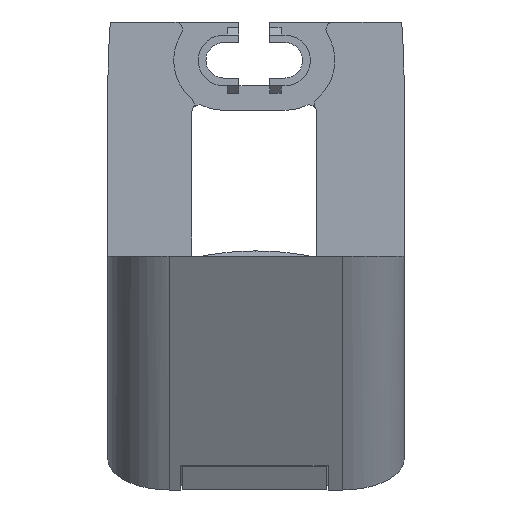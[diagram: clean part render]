
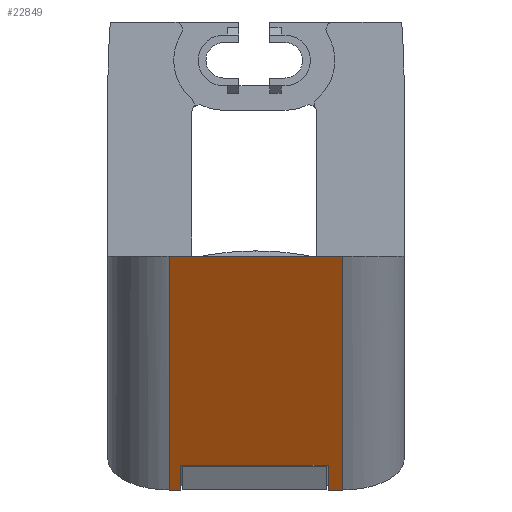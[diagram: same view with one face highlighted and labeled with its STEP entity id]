
A CAD part, front view. The second image highlights one B-rep face of the part: STEP entity #22849.
In plain terms, the highlighted planar face has unit normal (0, -0.866, -0.5).
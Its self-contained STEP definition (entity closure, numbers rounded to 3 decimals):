
#262 = VERTEX_POINT ( 'NONE', #17532 ) ;
#332 = LINE ( 'NONE', #23405, #18784 ) ;
#1309 = VERTEX_POINT ( 'NONE', #25303 ) ;
#1503 = EDGE_CURVE ( 'NONE', #1309, #21645, #20703, .T. ) ;
#1583 = CARTESIAN_POINT ( 'NONE',  ( 12.154, 21.87, -14.015 ) ) ;
#1784 = VECTOR ( 'NONE', #2884, 1000. ) ;
#2227 = LINE ( 'NONE', #4140, #18360 ) ;
#2230 = CARTESIAN_POINT ( 'NONE',  ( 12.154, 23.718, -17.215 ) ) ;
#2519 = DIRECTION ( 'NONE',  ( 1., 0., 0. ) ) ;
#2552 = PLANE ( 'NONE',  #13143 ) ;
#2884 = DIRECTION ( 'NONE',  ( 0., 0.5, -0.866 ) ) ;
#4140 = CARTESIAN_POINT ( 'NONE',  ( 14.064, 18.62, -8.386 ) ) ;
#4424 = DIRECTION ( 'NONE',  ( 0., -0.5, 0.866 ) ) ;
#5823 = EDGE_CURVE ( 'NONE', #262, #13069, #15525, .T. ) ;
#6184 = EDGE_LOOP ( 'NONE', ( #12259, #18981, #12394, #23478, #24562, #26981, #23766, #23969 ) ) ;
#7102 = VECTOR ( 'NONE', #22328, 1000. ) ;
#7724 = CARTESIAN_POINT ( 'NONE',  ( 22.064, 23.718, -17.215 ) ) ;
#9268 = DIRECTION ( 'NONE',  ( 1., 0., 0. ) ) ;
#9785 = LINE ( 'NONE', #7724, #14637 ) ;
#11054 = CARTESIAN_POINT ( 'NONE',  ( -1.459, 18.62, -8.386 ) ) ;
#11721 = VECTOR ( 'NONE', #26780, 1000. ) ;
#12196 = EDGE_CURVE ( 'NONE', #19828, #1309, #21852, .T. ) ;
#12259 = ORIENTED_EDGE ( 'NONE', *, *, #12529, .T. ) ;
#12394 = ORIENTED_EDGE ( 'NONE', *, *, #12196, .T. ) ;
#12410 = VERTEX_POINT ( 'NONE', #14827 ) ;
#12529 = EDGE_CURVE ( 'NONE', #262, #19306, #17546, .T. ) ;
#13069 = VERTEX_POINT ( 'NONE', #26616 ) ;
#13143 = AXIS2_PLACEMENT_3D ( 'NONE', #11054, #25897, #9268 ) ;
#13406 = EDGE_CURVE ( 'NONE', #12410, #21135, #9785, .T. ) ;
#14637 = VECTOR ( 'NONE', #20879, 1000. ) ;
#14827 = CARTESIAN_POINT ( 'NONE',  ( 14.064, 23.718, -17.215 ) ) ;
#14878 = DIRECTION ( 'NONE',  ( -1., 0., 0. ) ) ;
#15525 = LINE ( 'NONE', #21711, #20159 ) ;
#15529 = DIRECTION ( 'NONE',  ( 0., -0.5, 0.866 ) ) ;
#17532 = CARTESIAN_POINT ( 'NONE',  ( -8.534, 6.118, 13.269 ) ) ;
#17546 = LINE ( 'NONE', #18091, #1784 ) ;
#18046 = LINE ( 'NONE', #1583, #7102 ) ;
#18091 = CARTESIAN_POINT ( 'NONE',  ( -8.534, 18.62, -8.386 ) ) ;
#18360 = VECTOR ( 'NONE', #4424, 1000. ) ;
#18538 = CARTESIAN_POINT ( 'NONE',  ( -7.073, 23.718, -17.215 ) ) ;
#18784 = VECTOR ( 'NONE', #14878, 1000. ) ;
#18981 = ORIENTED_EDGE ( 'NONE', *, *, #19562, .F. ) ;
#19306 = VERTEX_POINT ( 'NONE', #25909 ) ;
#19411 = FACE_OUTER_BOUND ( 'NONE', #6184, .T. ) ;
#19562 = EDGE_CURVE ( 'NONE', #19828, #19306, #332, .T. ) ;
#19828 = VERTEX_POINT ( 'NONE', #18538 ) ;
#20028 = EDGE_CURVE ( 'NONE', #12410, #13069, #2227, .T. ) ;
#20159 = VECTOR ( 'NONE', #2519, 1000. ) ;
#20703 = LINE ( 'NONE', #27178, #11721 ) ;
#20879 = DIRECTION ( 'NONE',  ( -1., 0., 0. ) ) ;
#21135 = VERTEX_POINT ( 'NONE', #2230 ) ;
#21645 = VERTEX_POINT ( 'NONE', #24959 ) ;
#21711 = CARTESIAN_POINT ( 'NONE',  ( 14.064, 6.118, 13.269 ) ) ;
#21852 = LINE ( 'NONE', #22412, #22313 ) ;
#22313 = VECTOR ( 'NONE', #15529, 1000. ) ;
#22328 = DIRECTION ( 'NONE',  ( 0., 0.5, -0.866 ) ) ;
#22412 = CARTESIAN_POINT ( 'NONE',  ( -7.073, 23.718, -17.215 ) ) ;
#22849 = ADVANCED_FACE ( 'NONE', ( #19411 ), #2552, .T. ) ;
#23405 = CARTESIAN_POINT ( 'NONE',  ( 22.064, 23.718, -17.215 ) ) ;
#23478 = ORIENTED_EDGE ( 'NONE', *, *, #1503, .T. ) ;
#23766 = ORIENTED_EDGE ( 'NONE', *, *, #20028, .T. ) ;
#23969 = ORIENTED_EDGE ( 'NONE', *, *, #5823, .F. ) ;
#24562 = ORIENTED_EDGE ( 'NONE', *, *, #25325, .T. ) ;
#24959 = CARTESIAN_POINT ( 'NONE',  ( 12.154, 21.87, -14.015 ) ) ;
#25303 = CARTESIAN_POINT ( 'NONE',  ( -7.073, 21.87, -14.015 ) ) ;
#25325 = EDGE_CURVE ( 'NONE', #21645, #21135, #18046, .T. ) ;
#25897 = DIRECTION ( 'NONE',  ( 0., -0.866, -0.5 ) ) ;
#25909 = CARTESIAN_POINT ( 'NONE',  ( -8.534, 23.718, -17.215 ) ) ;
#26616 = CARTESIAN_POINT ( 'NONE',  ( 14.064, 6.118, 13.269 ) ) ;
#26780 = DIRECTION ( 'NONE',  ( 1., 0., 0. ) ) ;
#26981 = ORIENTED_EDGE ( 'NONE', *, *, #13406, .F. ) ;
#27178 = CARTESIAN_POINT ( 'NONE',  ( 6.541, 21.87, -14.015 ) ) ;
